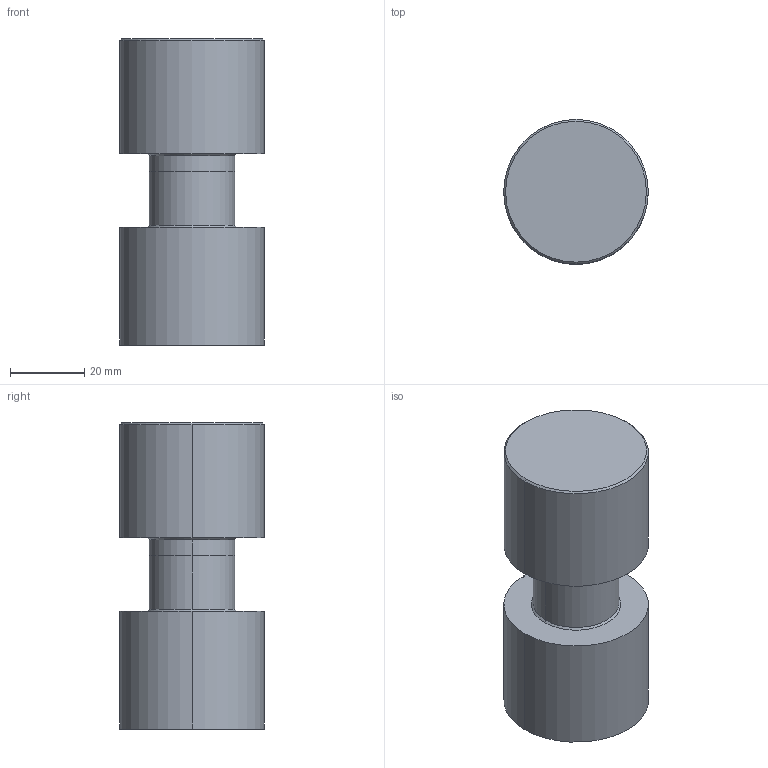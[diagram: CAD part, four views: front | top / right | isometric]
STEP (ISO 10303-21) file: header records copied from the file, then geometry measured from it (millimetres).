
FILE_DESCRIPTION (( 'STEP AP214' ), '1' );
FILE_NAME ('Gauder_coil_case_OD35.STEP', '2025-03-26T23:42:32', ( '' ), ( '' ), 'SwSTEP 2.0', 'SolidWorks 2024', '' );
FILE_SCHEMA (( 'AUTOMOTIVE_DESIGN' ));
Length unit declared in the file: millimetre
Products named in the file (1): Gauder_coil_case_OD35
Bounding box: 39 x 39 x 82.56 mm (x, y, z)
Volume: 83278.5 mm3; surface area: 13028.5 mm2
Topology: 1 solids, 1 shells, 24 faces, 51 edges, 32 vertices
Faces by surface type: cylinder 13, cone 6, plane 5
Entity records: 682 total; most frequent: DIRECTION 133, CARTESIAN_POINT 108, ORIENTED_EDGE 102, AXIS2_PLACEMENT_3D 57, EDGE_CURVE 51, VERTEX_POINT 32, CIRCLE 32, EDGE_LOOP 27
